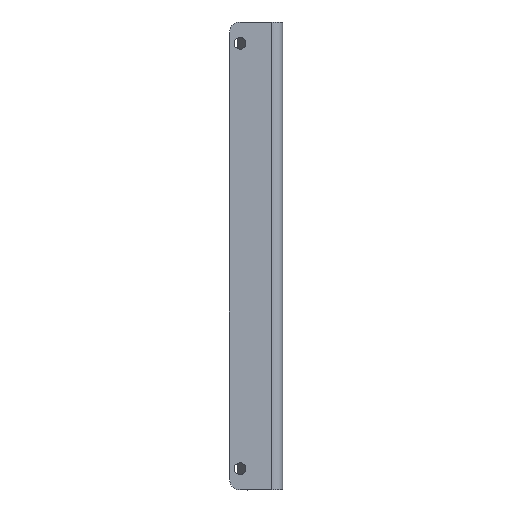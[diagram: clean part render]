
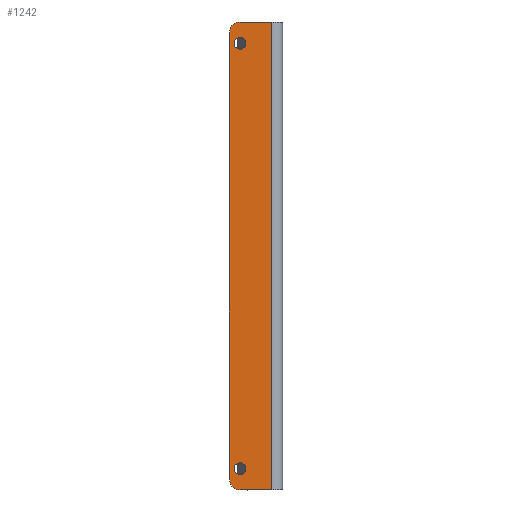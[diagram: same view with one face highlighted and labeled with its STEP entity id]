
A CAD part, top view. The second image highlights one B-rep face of the part: STEP entity #1242.
In plain terms, the highlighted planar face has unit normal (0, 0, 1).
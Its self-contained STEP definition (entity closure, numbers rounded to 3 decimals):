
#15=FACE_BOUND('',#167,.T.);
#16=FACE_BOUND('',#168,.T.);
#49=PLANE('',#1365);
#102=FACE_OUTER_BOUND('',#166,.T.);
#166=EDGE_LOOP('',(#983,#984,#985,#986,#987,#988));
#167=EDGE_LOOP('',(#989));
#168=EDGE_LOOP('',(#990));
#267=LINE('',#1981,#385);
#272=LINE('',#1993,#390);
#291=LINE('',#2050,#409);
#292=LINE('',#2052,#410);
#385=VECTOR('',#1605,10.);
#390=VECTOR('',#1616,10.);
#409=VECTOR('',#1671,10.);
#410=VECTOR('',#1672,10.);
#483=CIRCLE('',#1364,2.);
#484=CIRCLE('',#1366,2.);
#485=CIRCLE('',#1367,1.1);
#486=CIRCLE('',#1368,1.1);
#568=VERTEX_POINT('',#1978);
#569=VERTEX_POINT('',#1980);
#573=VERTEX_POINT('',#1992);
#592=VERTEX_POINT('',#2044);
#593=VERTEX_POINT('',#2045);
#594=VERTEX_POINT('',#2051);
#595=VERTEX_POINT('',#2054);
#596=VERTEX_POINT('',#2056);
#720=EDGE_CURVE('',#568,#569,#267,.T.);
#726=EDGE_CURVE('',#573,#569,#272,.T.);
#753=EDGE_CURVE('',#592,#593,#483,.T.);
#756=EDGE_CURVE('',#593,#568,#291,.T.);
#757=EDGE_CURVE('',#594,#592,#292,.T.);
#758=EDGE_CURVE('',#573,#594,#484,.T.);
#759=EDGE_CURVE('',#595,#595,#485,.T.);
#760=EDGE_CURVE('',#596,#596,#486,.T.);
#983=ORIENTED_EDGE('',*,*,#720,.F.);
#984=ORIENTED_EDGE('',*,*,#756,.F.);
#985=ORIENTED_EDGE('',*,*,#753,.F.);
#986=ORIENTED_EDGE('',*,*,#757,.F.);
#987=ORIENTED_EDGE('',*,*,#758,.F.);
#988=ORIENTED_EDGE('',*,*,#726,.T.);
#989=ORIENTED_EDGE('',*,*,#759,.T.);
#990=ORIENTED_EDGE('',*,*,#760,.T.);
#1242=ADVANCED_FACE('',(#102,#15,#16),#49,.T.);
#1364=AXIS2_PLACEMENT_3D('',#2046,#1665,#1666);
#1365=AXIS2_PLACEMENT_3D('',#2049,#1669,#1670);
#1366=AXIS2_PLACEMENT_3D('',#2053,#1673,#1674);
#1367=AXIS2_PLACEMENT_3D('',#2055,#1675,#1676);
#1368=AXIS2_PLACEMENT_3D('',#2057,#1677,#1678);
#1605=DIRECTION('',(0.,-1.,0.));
#1616=DIRECTION('',(1.,0.,0.));
#1665=DIRECTION('center_axis',(0.,0.,-1.));
#1666=DIRECTION('ref_axis',(-0.707,0.707,0.));
#1669=DIRECTION('center_axis',(0.,0.,1.));
#1670=DIRECTION('ref_axis',(1.,0.,0.));
#1671=DIRECTION('',(1.,0.,0.));
#1672=DIRECTION('',(0.,1.,0.));
#1673=DIRECTION('center_axis',(0.,0.,-1.));
#1674=DIRECTION('ref_axis',(-0.707,-0.707,0.));
#1675=DIRECTION('center_axis',(0.,0.,-1.));
#1676=DIRECTION('ref_axis',(-1.,0.,0.));
#1677=DIRECTION('center_axis',(0.,0.,-1.));
#1678=DIRECTION('ref_axis',(-1.,0.,0.));
#1978=CARTESIAN_POINT('',(8.,88.,0.));
#1980=CARTESIAN_POINT('',(8.,0.,0.));
#1981=CARTESIAN_POINT('',(8.,0.,0.));
#1992=CARTESIAN_POINT('',(2.,0.,0.));
#1993=CARTESIAN_POINT('',(0.,0.,0.));
#2044=CARTESIAN_POINT('',(0.,86.,0.));
#2045=CARTESIAN_POINT('',(2.,88.,0.));
#2046=CARTESIAN_POINT('Origin',(2.,86.,0.));
#2049=CARTESIAN_POINT('Origin',(0.,0.,0.));
#2050=CARTESIAN_POINT('',(0.,88.,0.));
#2051=CARTESIAN_POINT('',(0.,2.,0.));
#2052=CARTESIAN_POINT('',(0.,0.,0.));
#2053=CARTESIAN_POINT('Origin',(2.,2.,0.));
#2054=CARTESIAN_POINT('',(3.1,4.,0.));
#2055=CARTESIAN_POINT('Origin',(2.,4.,0.));
#2056=CARTESIAN_POINT('',(3.1,84.,0.));
#2057=CARTESIAN_POINT('Origin',(2.,84.,0.));
